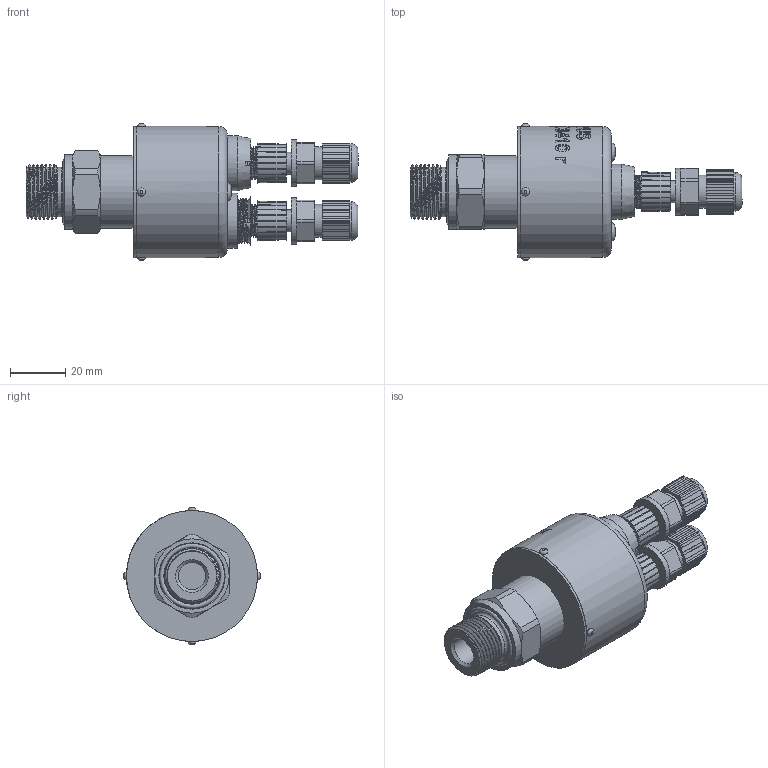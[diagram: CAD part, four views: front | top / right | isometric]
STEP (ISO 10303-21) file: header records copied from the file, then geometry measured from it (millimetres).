
FILE_DESCRIPTION(/* description */ (''),/* implementation_level */ '2;1');
FILE_NAME(/* name */ 'ASZ3410r_M20x1,5DIN-openport-pvdf_M12x1-straight.step',/* time_stamp */ '2021-07-29T10:28:46+03:00',/* author */ (''),/* organization */ (''),/* preprocessor_version */ 'ST-DEVELOPER v18.1',/* originating_system */ 'Autodesk Translation Framework v10.9.0.1377',/* authorisation */ '');
FILE_SCHEMA (('AUTOMOTIVE_DESIGN { 1 0 10303 214 3 1 1 }'));
Products named in the file (6): АСЗ 3420(3410) r - filled; shell; M12x1 male v16; M12x1 male 2; M12x1 female straight v9; M20x1,5DIN openport PVDF v2
Assembly tree (6 placements, depth 2):
  АСЗ 3420(3410) r - filled
    shell
    M12x1 male v16
    M12x1 male 2
    M12x1 female straight v9  x2
    M20x1,5DIN openport PVDF v2
Bounding box: 120.64 x 49.6 x 49.6 mm (x, y, z)
Volume: 93577.2 mm3; surface area: 29763.7 mm2
Topology: 31 solids, 31 shells, 1424 faces, 3865 edges, 2555 vertices
Faces by surface type: plane 540, bspline 530, cylinder 256, cone 81, torus 17
Full cylindrical faces by diameter (mm): 1 x25, 1.5 x8, 2 x4, 2.2 x4, 7.13 x2, 7.3 x2, 8 x6, 8.2 x2, 10 x1, 10.293 x2, 10.6 x4, 10.741 x8, 11.884 x6, 12 x2, 13 x2, 14 x2, 15.036 x8, 16.152 x10, 17 x2, 18 x1, 18.137 x6, 19.85 x6, 20 x2, 20.5 x1, 23 x1, 23.7 x1, 26.5 x2, 26.98 x1, 46 x1, 47.62 x1
Entity records: 60661 total; most frequent: CARTESIAN_POINT 33464, ORIENTED_EDGE 6624, DIRECTION 3830, EDGE_CURVE 3312, VERTEX_POINT 2192, LINE 1454, VECTOR 1454, B_SPLINE_CURVE_WITH_KNOTS 1334
